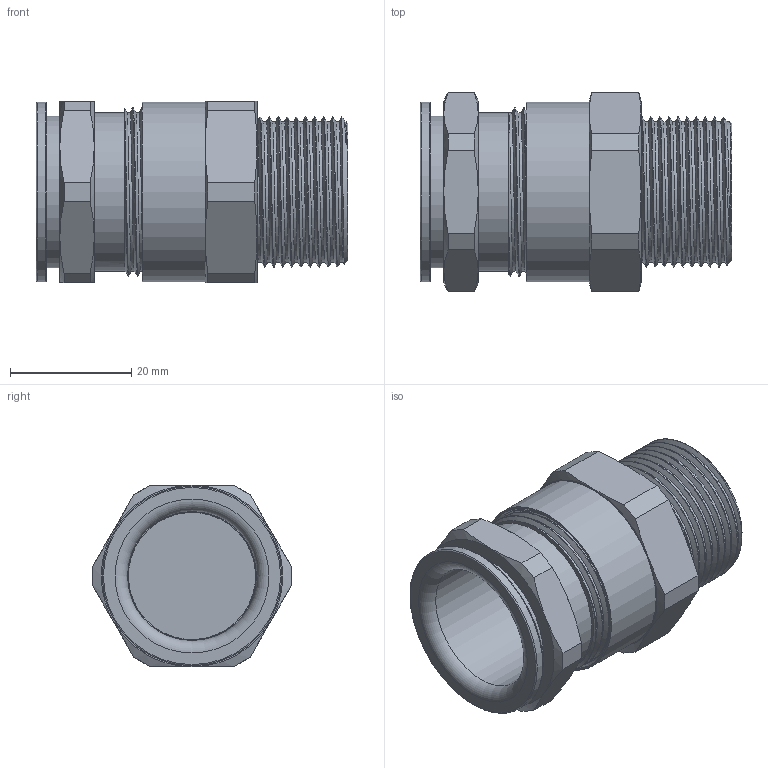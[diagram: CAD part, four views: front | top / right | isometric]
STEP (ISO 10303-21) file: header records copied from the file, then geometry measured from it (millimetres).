
FILE_DESCRIPTION(/* description */ ('ADE-1F2 M 25x1,5'),/* implementation_level */ '2;1');
FILE_NAME(/* name */ '00806704V1-RST.stp',/* time_stamp */ '2020-03-03T13:39:33+01:00',/* author */ ('sl'),/* organization */ (''),/* preprocessor_version */ 'ST-DEVELOPER v16.5',/* originating_system */ 'Autodesk Inventor 2017',/* authorisation */ '');
FILE_SCHEMA (('AUTOMOTIVE_DESIGN { 1 0 10303 214 3 1 1 }'));
Length unit declared in the file: millimetre
Products named in the file (5): 00806704V1; 00806704V1_1; 00806704V1_2; 00806704V1_3; 00806704V1_4
Assembly tree (4 placements, depth 2):
  00806704V1
    00806704V1_1
    00806704V1_2
    00806704V1_3
    00806704V1_4
Bounding box: 51.46 x 32.85 x 30 mm (x, y, z)
Volume: 12773.8 mm3; surface area: 15929.1 mm2
Topology: 4 solids, 4 shells, 124 faces, 274 edges, 171 vertices
Faces by surface type: plane 47, cylinder 32, cone 30, torus 9, bspline 6
Full cylindrical faces by diameter (mm): 20.73 x1, 21.02 x1, 21.24 x1, 21.4 x1, 22.6 x1, 23.24 x1, 25 x2, 26.248 x4, 26.82 x8, 26.87 x1, 27.09 x3, 29.58 x1, 29.62 x1
Entity records: 7146 total; most frequent: CARTESIAN_POINT 4891, DIRECTION 442, ORIENTED_EDGE 404, AXIS2_PLACEMENT_3D 209, EDGE_CURVE 202, EDGE_LOOP 162, VERTEX_POINT 142, FACE_OUTER_BOUND 112
